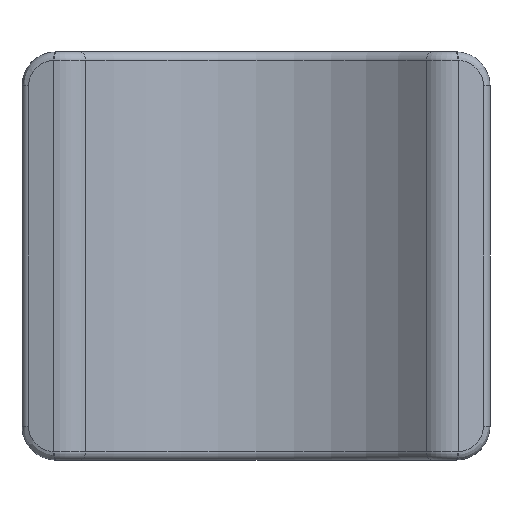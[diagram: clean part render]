
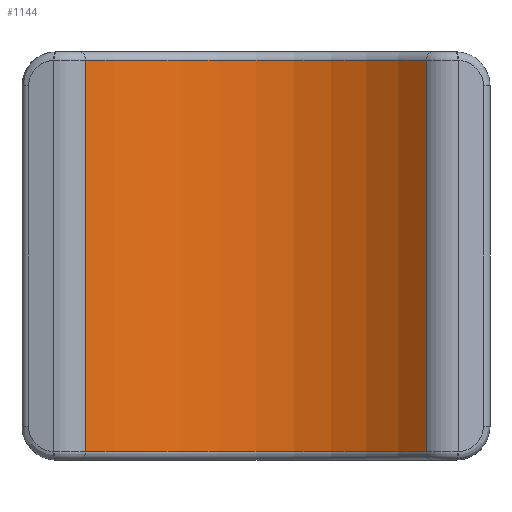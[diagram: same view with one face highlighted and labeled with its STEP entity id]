
A CAD part, left-side view. The second image highlights one B-rep face of the part: STEP entity #1144.
In plain terms, the highlighted cylindrical face has radius 7.034 mm (diameter 14.069 mm), a partial arc.
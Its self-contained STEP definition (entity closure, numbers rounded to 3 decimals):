
#40 = LINE ( 'NONE', #337, #1092 ) ;
#49 = CARTESIAN_POINT ( 'NONE',  ( 4.936, 5.012, 11.75 ) ) ;
#62 = DIRECTION ( 'NONE',  ( 0., 0., -1. ) ) ;
#133 = CYLINDRICAL_SURFACE ( 'NONE', #1287, 7.034 ) ;
#199 = VERTEX_POINT ( 'NONE', #464 ) ;
#203 = DIRECTION ( 'NONE',  ( 0., 0., 1. ) ) ;
#209 = CARTESIAN_POINT ( 'NONE',  ( 4.936, -5.012, 11.75 ) ) ;
#214 = CIRCLE ( 'NONE', #474, 7.034 ) ;
#226 = CARTESIAN_POINT ( 'NONE',  ( 0., 0., 12. ) ) ;
#309 = CARTESIAN_POINT ( 'NONE',  ( 4.936, 5.012, 0.25 ) ) ;
#337 = CARTESIAN_POINT ( 'NONE',  ( 4.936, -5.012, 12. ) ) ;
#346 = EDGE_CURVE ( 'NONE', #983, #845, #1314, .T. ) ;
#464 = CARTESIAN_POINT ( 'NONE',  ( 4.936, -5.012, 0.25 ) ) ;
#474 = AXIS2_PLACEMENT_3D ( 'NONE', #1081, #62, #986 ) ;
#487 = ORIENTED_EDGE ( 'NONE', *, *, #1036, .T. ) ;
#511 = CARTESIAN_POINT ( 'NONE',  ( 0., 0., 11.75 ) ) ;
#534 = AXIS2_PLACEMENT_3D ( 'NONE', #511, #203, #1244 ) ;
#546 = EDGE_LOOP ( 'NONE', ( #1005, #862, #596, #487 ) ) ;
#566 = FACE_OUTER_BOUND ( 'NONE', #546, .T. ) ;
#596 = ORIENTED_EDGE ( 'NONE', *, *, #346, .T. ) ;
#626 = VECTOR ( 'NONE', #1239, 1000. ) ;
#744 = DIRECTION ( 'NONE',  ( 0., 0., 1. ) ) ;
#827 = EDGE_CURVE ( 'NONE', #1299, #983, #1135, .T. ) ;
#837 = DIRECTION ( 'NONE',  ( 0., 0., -1. ) ) ;
#845 = VERTEX_POINT ( 'NONE', #309 ) ;
#862 = ORIENTED_EDGE ( 'NONE', *, *, #827, .T. ) ;
#965 = EDGE_CURVE ( 'NONE', #199, #1299, #40, .T. ) ;
#983 = VERTEX_POINT ( 'NONE', #49 ) ;
#986 = DIRECTION ( 'NONE',  ( -1., 0., 0. ) ) ;
#1005 = ORIENTED_EDGE ( 'NONE', *, *, #965, .T. ) ;
#1036 = EDGE_CURVE ( 'NONE', #845, #199, #214, .T. ) ;
#1037 = DIRECTION ( 'NONE',  ( -1., 0., 0. ) ) ;
#1081 = CARTESIAN_POINT ( 'NONE',  ( 0., 0., 0.25 ) ) ;
#1092 = VECTOR ( 'NONE', #744, 1000. ) ;
#1135 = CIRCLE ( 'NONE', #534, 7.034 ) ;
#1144 = ADVANCED_FACE ( 'NONE', ( #566 ), #133, .F. ) ;
#1232 = CARTESIAN_POINT ( 'NONE',  ( 4.936, 5.012, 12. ) ) ;
#1239 = DIRECTION ( 'NONE',  ( 0., 0., -1. ) ) ;
#1244 = DIRECTION ( 'NONE',  ( -1., 0., 0. ) ) ;
#1287 = AXIS2_PLACEMENT_3D ( 'NONE', #226, #837, #1037 ) ;
#1299 = VERTEX_POINT ( 'NONE', #209 ) ;
#1314 = LINE ( 'NONE', #1232, #626 ) ;
